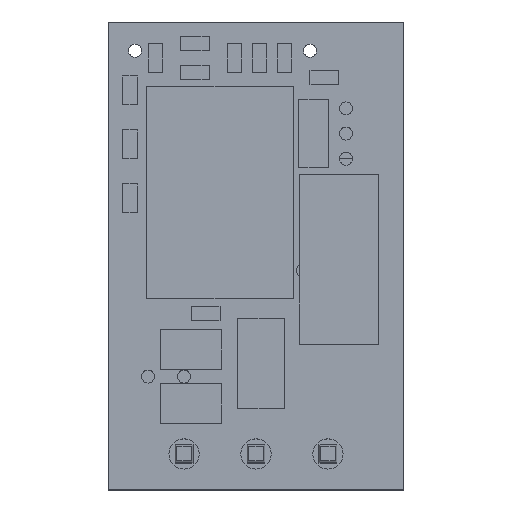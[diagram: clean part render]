
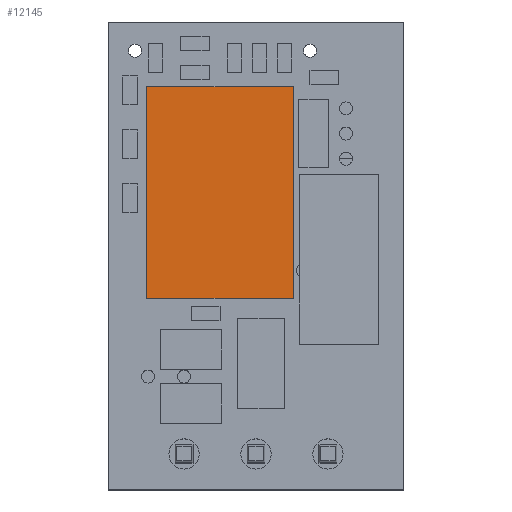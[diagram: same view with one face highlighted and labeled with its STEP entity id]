
A CAD part, top view. The second image highlights one B-rep face of the part: STEP entity #12145.
In plain terms, the highlighted planar face has unit normal (0, 0, 1).
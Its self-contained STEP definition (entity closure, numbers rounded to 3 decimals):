
#12145 = ADVANCED_FACE('',(#12146),#12180,.T.);
#12146 = FACE_BOUND('',#12147,.T.);
#12147 = EDGE_LOOP('',(#12148,#12158,#12166,#12174));
#12148 = ORIENTED_EDGE('',*,*,#12149,.T.);
#12149 = EDGE_CURVE('',#12150,#12152,#12154,.T.);
#12150 = VERTEX_POINT('',#12151);
#12151 = CARTESIAN_POINT('',(-6.359,5.466,
    10.168));
#12152 = VERTEX_POINT('',#12153);
#12153 = CARTESIAN_POINT('',(-1.202,5.466,
    10.168));
#12154 = LINE('',#12155,#12156);
#12155 = CARTESIAN_POINT('',(-6.359,5.466,
    10.168));
#12156 = VECTOR('',#12157,1.);
#12157 = DIRECTION('',(1.,0.,0.));
#12158 = ORIENTED_EDGE('',*,*,#12159,.T.);
#12159 = EDGE_CURVE('',#12152,#12160,#12162,.T.);
#12160 = VERTEX_POINT('',#12161);
#12161 = CARTESIAN_POINT('',(-1.202,12.934,
    10.168));
#12162 = LINE('',#12163,#12164);
#12163 = CARTESIAN_POINT('',(-1.202,12.934,
    10.168));
#12164 = VECTOR('',#12165,1.);
#12165 = DIRECTION('',(0.,1.,0.));
#12166 = ORIENTED_EDGE('',*,*,#12167,.T.);
#12167 = EDGE_CURVE('',#12160,#12168,#12170,.T.);
#12168 = VERTEX_POINT('',#12169);
#12169 = CARTESIAN_POINT('',(-6.359,12.934,
    10.168));
#12170 = LINE('',#12171,#12172);
#12171 = CARTESIAN_POINT('',(-6.359,12.934,
    10.168));
#12172 = VECTOR('',#12173,1.);
#12173 = DIRECTION('',(-1.,0.,0.));
#12174 = ORIENTED_EDGE('',*,*,#12175,.T.);
#12175 = EDGE_CURVE('',#12168,#12150,#12176,.T.);
#12176 = LINE('',#12177,#12178);
#12177 = CARTESIAN_POINT('',(-6.359,12.934,
    10.168));
#12178 = VECTOR('',#12179,1.);
#12179 = DIRECTION('',(0.,-1.,0.));
#12180 = PLANE('',#12181);
#12181 = AXIS2_PLACEMENT_3D('',#12182,#12183,#12184);
#12182 = CARTESIAN_POINT('',(-6.359,12.934,
    10.168));
#12183 = DIRECTION('',(0.,0.,1.));
#12184 = DIRECTION('',(0.,-1.,0.));
